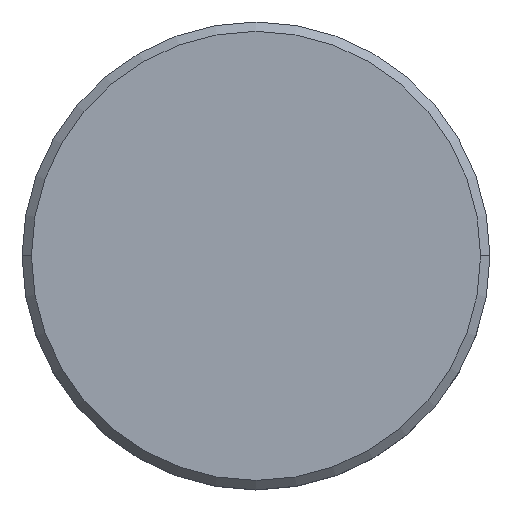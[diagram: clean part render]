
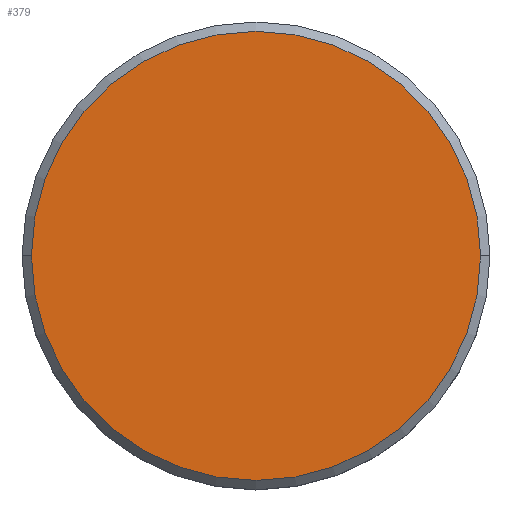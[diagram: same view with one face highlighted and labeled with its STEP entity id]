
A CAD part, top view. The second image highlights one B-rep face of the part: STEP entity #379.
In plain terms, the highlighted planar face has unit normal (0, 0, 1).
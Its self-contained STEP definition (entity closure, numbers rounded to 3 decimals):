
#26 = ORIENTED_EDGE ( 'NONE', *, *, #740, .T. ) ;
#63 = FACE_OUTER_BOUND ( 'NONE', #854, .T. ) ;
#100 = EDGE_CURVE ( 'NONE', #442, #934, #1087, .T. ) ;
#186 = CARTESIAN_POINT ( 'NONE',  ( 0., 0., 0. ) ) ;
#197 = CIRCLE ( 'NONE', #1167, 12. ) ;
#241 = DIRECTION ( 'NONE',  ( 1., 0., 0. ) ) ;
#267 = DIRECTION ( 'NONE',  ( 1., 0., 0. ) ) ;
#379 = ADVANCED_FACE ( 'NONE', ( #63 ), #944, .T. ) ;
#442 = VERTEX_POINT ( 'NONE', #549 ) ;
#457 = AXIS2_PLACEMENT_3D ( 'NONE', #186, #910, #267 ) ;
#531 = DIRECTION ( 'NONE',  ( 0., 0., 1. ) ) ;
#549 = CARTESIAN_POINT ( 'NONE',  ( -12., 0., 0. ) ) ;
#697 = CARTESIAN_POINT ( 'NONE',  ( 0., 0., 0. ) ) ;
#740 = EDGE_CURVE ( 'NONE', #934, #442, #197, .T. ) ;
#854 = EDGE_LOOP ( 'NONE', ( #909, #26 ) ) ;
#909 = ORIENTED_EDGE ( 'NONE', *, *, #100, .T. ) ;
#910 = DIRECTION ( 'NONE',  ( 0., 0., 1. ) ) ;
#919 = AXIS2_PLACEMENT_3D ( 'NONE', #697, #1060, #241 ) ;
#934 = VERTEX_POINT ( 'NONE', #1043 ) ;
#944 = PLANE ( 'NONE',  #919 ) ;
#997 = CARTESIAN_POINT ( 'NONE',  ( 0., 0., 0. ) ) ;
#1043 = CARTESIAN_POINT ( 'NONE',  ( 12., 0., 0. ) ) ;
#1060 = DIRECTION ( 'NONE',  ( 0., 0., 1. ) ) ;
#1074 = DIRECTION ( 'NONE',  ( 1., 0., 0. ) ) ;
#1087 = CIRCLE ( 'NONE', #457, 12. ) ;
#1167 = AXIS2_PLACEMENT_3D ( 'NONE', #997, #531, #1074 ) ;
